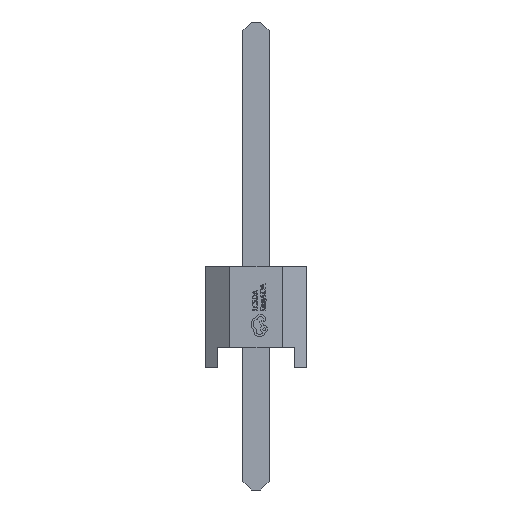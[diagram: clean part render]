
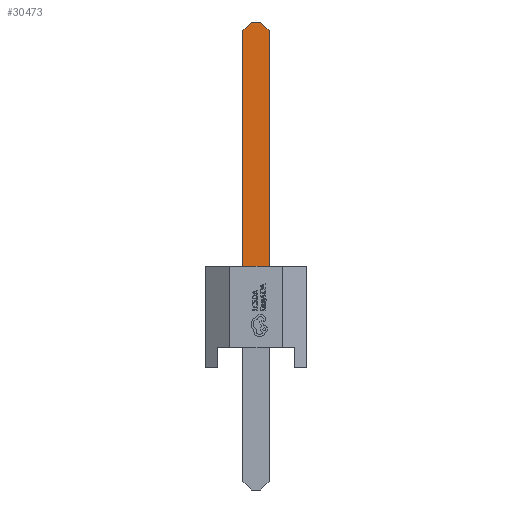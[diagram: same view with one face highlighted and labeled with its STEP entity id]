
A CAD part, left-side view. The second image highlights one B-rep face of the part: STEP entity #30473.
In plain terms, the highlighted planar face has unit normal (-1, 0, 0).
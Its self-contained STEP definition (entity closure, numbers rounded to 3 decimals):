
#435 = EDGE_CURVE ( 'NONE', #31076, #31205, #7291, .T. ) ;
#746 = ORIENTED_EDGE ( 'NONE', *, *, #21952, .T. ) ;
#3318 = VERTEX_POINT ( 'NONE', #8731 ) ;
#3952 = CARTESIAN_POINT ( 'NONE',  ( -21.91, 0.12, 8.5 ) ) ;
#4083 = VECTOR ( 'NONE', #30483, 1000. ) ;
#4463 = DIRECTION ( 'NONE',  ( 0., 0.707, 0.707 ) ) ;
#4732 = DIRECTION ( 'NONE',  ( 0., 0., 1. ) ) ;
#4865 = ORIENTED_EDGE ( 'NONE', *, *, #435, .T. ) ;
#5252 = DIRECTION ( 'NONE',  ( 0., 1., 0. ) ) ;
#5706 = PLANE ( 'NONE',  #24322 ) ;
#6337 = VERTEX_POINT ( 'NONE', #21732 ) ;
#7291 = LINE ( 'NONE', #26672, #20261 ) ;
#8277 = DIRECTION ( 'NONE',  ( 0., 0., 1. ) ) ;
#8461 = VECTOR ( 'NONE', #21617, 1000. ) ;
#8731 = CARTESIAN_POINT ( 'NONE',  ( -21.91, 0.32, 2.5 ) ) ;
#9097 = LINE ( 'NONE', #18410, #15358 ) ;
#9581 = CARTESIAN_POINT ( 'NONE',  ( -21.91, 0.12, 8.5 ) ) ;
#10076 = CARTESIAN_POINT ( 'NONE',  ( -21.91, -0.32, 2.5 ) ) ;
#10265 = EDGE_CURVE ( 'NONE', #31076, #3318, #10728, .T. ) ;
#10594 = VECTOR ( 'NONE', #5252, 1000. ) ;
#10728 = LINE ( 'NONE', #13314, #4083 ) ;
#10975 = CARTESIAN_POINT ( 'NONE',  ( -21.91, 0., 0. ) ) ;
#12142 = LINE ( 'NONE', #27046, #8461 ) ;
#13314 = CARTESIAN_POINT ( 'NONE',  ( -21.91, 0., 2.5 ) ) ;
#14097 = DIRECTION ( 'NONE',  ( 0., 0.707, -0.707 ) ) ;
#14263 = EDGE_CURVE ( 'NONE', #31205, #6337, #9097, .T. ) ;
#14385 = EDGE_CURVE ( 'NONE', #6337, #31366, #29157, .T. ) ;
#14414 = CARTESIAN_POINT ( 'NONE',  ( -21.91, -0.32, 8.3 ) ) ;
#15358 = VECTOR ( 'NONE', #4463, 1000. ) ;
#15416 = ORIENTED_EDGE ( 'NONE', *, *, #10265, .F. ) ;
#15605 = VECTOR ( 'NONE', #14097, 1000. ) ;
#16863 = EDGE_LOOP ( 'NONE', ( #15416, #4865, #28866, #20654, #23818, #746 ) ) ;
#18410 = CARTESIAN_POINT ( 'NONE',  ( -21.91, -0.32, 8.3 ) ) ;
#18892 = LINE ( 'NONE', #28688, #15605 ) ;
#20261 = VECTOR ( 'NONE', #4732, 1000. ) ;
#20654 = ORIENTED_EDGE ( 'NONE', *, *, #14385, .T. ) ;
#21617 = DIRECTION ( 'NONE',  ( 0., 0., -1. ) ) ;
#21732 = CARTESIAN_POINT ( 'NONE',  ( -21.91, -0.12, 8.5 ) ) ;
#21952 = EDGE_CURVE ( 'NONE', #25483, #3318, #12142, .T. ) ;
#23818 = ORIENTED_EDGE ( 'NONE', *, *, #29956, .T. ) ;
#24322 = AXIS2_PLACEMENT_3D ( 'NONE', #10975, #25102, #8277 ) ;
#25102 = DIRECTION ( 'NONE',  ( -1., 0., 0. ) ) ;
#25483 = VERTEX_POINT ( 'NONE', #29661 ) ;
#26672 = CARTESIAN_POINT ( 'NONE',  ( -21.91, -0.32, -2.8 ) ) ;
#27046 = CARTESIAN_POINT ( 'NONE',  ( -21.91, 0.32, -2.8 ) ) ;
#27511 = FACE_OUTER_BOUND ( 'NONE', #16863, .T. ) ;
#28688 = CARTESIAN_POINT ( 'NONE',  ( -21.91, 0.32, 8.3 ) ) ;
#28866 = ORIENTED_EDGE ( 'NONE', *, *, #14263, .T. ) ;
#29157 = LINE ( 'NONE', #9581, #10594 ) ;
#29661 = CARTESIAN_POINT ( 'NONE',  ( -21.91, 0.32, 8.3 ) ) ;
#29956 = EDGE_CURVE ( 'NONE', #31366, #25483, #18892, .T. ) ;
#30473 = ADVANCED_FACE ( 'NONE', ( #27511 ), #5706, .T. ) ;
#30483 = DIRECTION ( 'NONE',  ( 0., 1., 0. ) ) ;
#31076 = VERTEX_POINT ( 'NONE', #10076 ) ;
#31205 = VERTEX_POINT ( 'NONE', #14414 ) ;
#31366 = VERTEX_POINT ( 'NONE', #3952 ) ;
